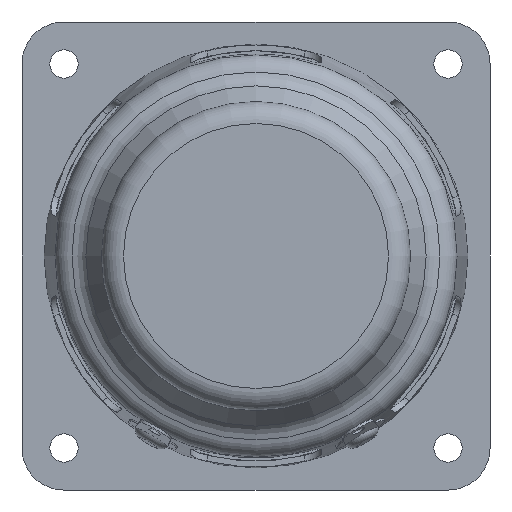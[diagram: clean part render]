
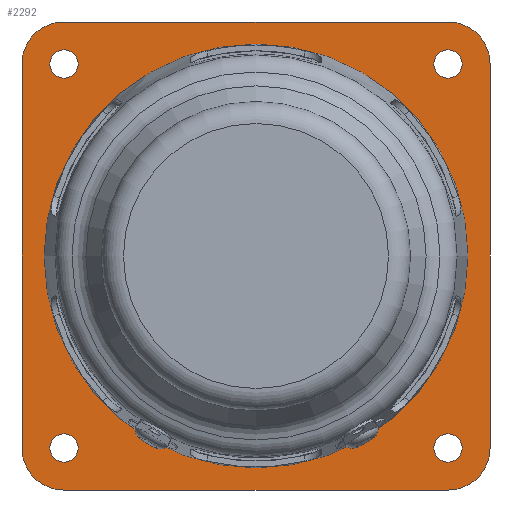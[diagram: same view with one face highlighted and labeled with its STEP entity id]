
A CAD part, front view. The second image highlights one B-rep face of the part: STEP entity #2292.
In plain terms, the highlighted planar face has unit normal (0, -1, 0).
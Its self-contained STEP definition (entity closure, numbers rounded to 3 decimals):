
#201=FACE_BOUND('',#452,.T.);
#202=FACE_BOUND('',#453,.T.);
#203=FACE_BOUND('',#454,.T.);
#204=FACE_BOUND('',#455,.T.);
#205=FACE_BOUND('',#456,.T.);
#293=FACE_OUTER_BOUND('',#451,.T.);
#451=EDGE_LOOP('',(#1595,#1596,#1597,#1598,#1599,#1600,#1601,#1602));
#452=EDGE_LOOP('',(#1603));
#453=EDGE_LOOP('',(#1604));
#454=EDGE_LOOP('',(#1605));
#455=EDGE_LOOP('',(#1606));
#456=EDGE_LOOP('',(#1607));
#664=LINE('',#3810,#764);
#665=LINE('',#3814,#765);
#666=LINE('',#3818,#766);
#667=LINE('',#3822,#767);
#764=VECTOR('',#2788,43.6);
#765=VECTOR('',#2791,43.6);
#766=VECTOR('',#2794,43.6);
#767=VECTOR('',#2797,43.6);
#877=CIRCLE('',#2466,24.);
#878=CIRCLE('',#2468,4.7);
#879=CIRCLE('',#2469,4.7);
#880=CIRCLE('',#2470,4.7);
#881=CIRCLE('',#2471,4.7);
#882=CIRCLE('',#2472,1.6);
#883=CIRCLE('',#2473,1.6);
#884=CIRCLE('',#2474,1.6);
#885=CIRCLE('',#2475,1.6);
#1032=VERTEX_POINT('',#3805);
#1033=VERTEX_POINT('',#3808);
#1034=VERTEX_POINT('',#3809);
#1035=VERTEX_POINT('',#3811);
#1036=VERTEX_POINT('',#3813);
#1037=VERTEX_POINT('',#3815);
#1038=VERTEX_POINT('',#3817);
#1039=VERTEX_POINT('',#3819);
#1040=VERTEX_POINT('',#3821);
#1041=VERTEX_POINT('',#3824);
#1042=VERTEX_POINT('',#3826);
#1043=VERTEX_POINT('',#3828);
#1044=VERTEX_POINT('',#3830);
#1263=EDGE_CURVE('',#1032,#1032,#877,.T.);
#1264=EDGE_CURVE('',#1033,#1034,#664,.T.);
#1265=EDGE_CURVE('',#1035,#1033,#878,.T.);
#1266=EDGE_CURVE('',#1036,#1035,#665,.T.);
#1267=EDGE_CURVE('',#1037,#1036,#879,.T.);
#1268=EDGE_CURVE('',#1038,#1037,#666,.T.);
#1269=EDGE_CURVE('',#1039,#1038,#880,.T.);
#1270=EDGE_CURVE('',#1040,#1039,#667,.T.);
#1271=EDGE_CURVE('',#1034,#1040,#881,.T.);
#1272=EDGE_CURVE('',#1041,#1041,#882,.T.);
#1273=EDGE_CURVE('',#1042,#1042,#883,.T.);
#1274=EDGE_CURVE('',#1043,#1043,#884,.T.);
#1275=EDGE_CURVE('',#1044,#1044,#885,.T.);
#1595=ORIENTED_EDGE('',*,*,#1264,.F.);
#1596=ORIENTED_EDGE('',*,*,#1265,.F.);
#1597=ORIENTED_EDGE('',*,*,#1266,.F.);
#1598=ORIENTED_EDGE('',*,*,#1267,.F.);
#1599=ORIENTED_EDGE('',*,*,#1268,.F.);
#1600=ORIENTED_EDGE('',*,*,#1269,.F.);
#1601=ORIENTED_EDGE('',*,*,#1270,.F.);
#1602=ORIENTED_EDGE('',*,*,#1271,.F.);
#1603=ORIENTED_EDGE('',*,*,#1272,.T.);
#1604=ORIENTED_EDGE('',*,*,#1273,.T.);
#1605=ORIENTED_EDGE('',*,*,#1274,.T.);
#1606=ORIENTED_EDGE('',*,*,#1275,.T.);
#1607=ORIENTED_EDGE('',*,*,#1263,.T.);
#2084=PLANE('',#2467);
#2292=ADVANCED_FACE('',(#293,#201,#202,#203,#204,#205),#2084,.F.);
#2466=AXIS2_PLACEMENT_3D('',#3806,#2784,#2785);
#2467=AXIS2_PLACEMENT_3D('',#3807,#2786,#2787);
#2468=AXIS2_PLACEMENT_3D('',#3812,#2789,#2790);
#2469=AXIS2_PLACEMENT_3D('',#3816,#2792,#2793);
#2470=AXIS2_PLACEMENT_3D('',#3820,#2795,#2796);
#2471=AXIS2_PLACEMENT_3D('',#3823,#2798,#2799);
#2472=AXIS2_PLACEMENT_3D('',#3825,#2800,#2801);
#2473=AXIS2_PLACEMENT_3D('',#3827,#2802,#2803);
#2474=AXIS2_PLACEMENT_3D('',#3829,#2804,#2805);
#2475=AXIS2_PLACEMENT_3D('',#3831,#2806,#2807);
#2784=DIRECTION('center_axis',(0.,1.,0.));
#2785=DIRECTION('ref_axis',(1.,0.,0.));
#2786=DIRECTION('center_axis',(0.,1.,0.));
#2787=DIRECTION('ref_axis',(0.,0.,1.));
#2788=DIRECTION('',(1.,0.,0.));
#2789=DIRECTION('center_axis',(0.,1.,0.));
#2790=DIRECTION('ref_axis',(-1.,0.,0.));
#2791=DIRECTION('',(0.,0.,1.));
#2792=DIRECTION('center_axis',(0.,1.,0.));
#2793=DIRECTION('ref_axis',(0.,0.,-1.));
#2794=DIRECTION('',(-1.,0.,0.));
#2795=DIRECTION('center_axis',(0.,1.,0.));
#2796=DIRECTION('ref_axis',(1.,0.,0.));
#2797=DIRECTION('',(0.,0.,-1.));
#2798=DIRECTION('center_axis',(0.,1.,0.));
#2799=DIRECTION('ref_axis',(0.,0.,1.));
#2800=DIRECTION('center_axis',(0.,1.,0.));
#2801=DIRECTION('ref_axis',(-1.,0.,0.));
#2802=DIRECTION('center_axis',(0.,1.,0.));
#2803=DIRECTION('ref_axis',(-1.,0.,0.));
#2804=DIRECTION('center_axis',(0.,1.,0.));
#2805=DIRECTION('ref_axis',(-1.,0.,0.));
#2806=DIRECTION('center_axis',(0.,1.,0.));
#2807=DIRECTION('ref_axis',(-1.,0.,0.));
#3805=CARTESIAN_POINT('',(0.,28.5,24.));
#3806=CARTESIAN_POINT('Origin',(0.,28.5,0.));
#3807=CARTESIAN_POINT('Origin',(0.,28.5,0.));
#3808=CARTESIAN_POINT('',(-21.8,28.5,26.5));
#3809=CARTESIAN_POINT('',(21.8,28.5,26.5));
#3810=CARTESIAN_POINT('',(-21.8,28.5,26.5));
#3811=CARTESIAN_POINT('',(-26.5,28.5,21.8));
#3812=CARTESIAN_POINT('Origin',(-21.8,28.5,21.8));
#3813=CARTESIAN_POINT('',(-26.5,28.5,-21.8));
#3814=CARTESIAN_POINT('',(-26.5,28.5,0.));
#3815=CARTESIAN_POINT('',(-21.8,28.5,-26.5));
#3816=CARTESIAN_POINT('Origin',(-21.8,28.5,-21.8));
#3817=CARTESIAN_POINT('',(21.8,28.5,-26.5));
#3818=CARTESIAN_POINT('',(21.8,28.5,-26.5));
#3819=CARTESIAN_POINT('',(26.5,28.5,-21.8));
#3820=CARTESIAN_POINT('Origin',(21.8,28.5,-21.8));
#3821=CARTESIAN_POINT('',(26.5,28.5,21.8));
#3822=CARTESIAN_POINT('',(26.5,28.5,21.8));
#3823=CARTESIAN_POINT('Origin',(21.8,28.5,21.8));
#3824=CARTESIAN_POINT('',(-20.144,28.5,21.744));
#3825=CARTESIAN_POINT('Origin',(-21.744,28.5,21.744));
#3826=CARTESIAN_POINT('',(-20.144,28.5,-21.744));
#3827=CARTESIAN_POINT('Origin',(-21.744,28.5,-21.744));
#3828=CARTESIAN_POINT('',(23.344,28.5,-21.744));
#3829=CARTESIAN_POINT('Origin',(21.744,28.5,-21.744));
#3830=CARTESIAN_POINT('',(23.344,28.5,21.744));
#3831=CARTESIAN_POINT('Origin',(21.744,28.5,21.744));
